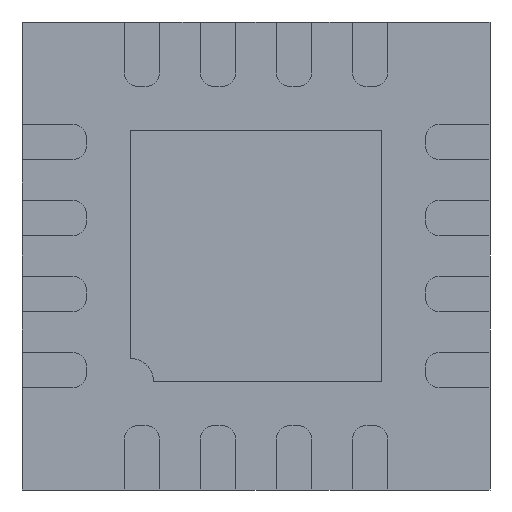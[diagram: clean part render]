
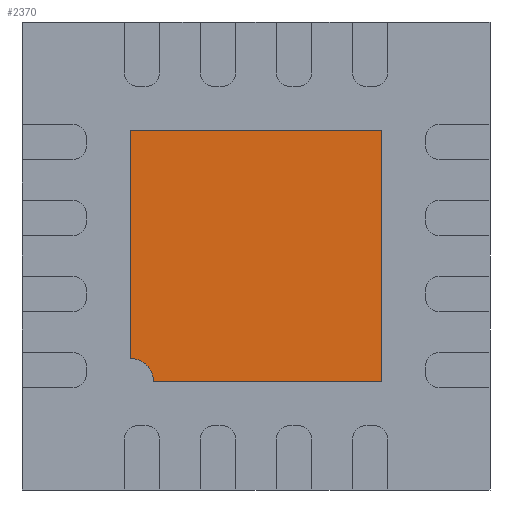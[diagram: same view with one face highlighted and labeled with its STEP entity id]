
A CAD part, front view. The second image highlights one B-rep face of the part: STEP entity #2370.
In plain terms, the highlighted planar face has unit normal (0, -1, 0).
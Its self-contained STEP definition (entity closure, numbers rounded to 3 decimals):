
#131 = AXIS2_PLACEMENT_3D ( 'NONE', #6618, #6875, #5623 ) ;
#227 = CARTESIAN_POINT ( 'NONE',  ( -0.875, 0., -1.075 ) ) ;
#334 = CARTESIAN_POINT ( 'NONE',  ( 1.075, 0., -1.075 ) ) ;
#724 = VERTEX_POINT ( 'NONE', #334 ) ;
#990 = VECTOR ( 'NONE', #4147, 1000. ) ;
#1711 = CARTESIAN_POINT ( 'NONE',  ( 1.075, 0., 1.075 ) ) ;
#1886 = CARTESIAN_POINT ( 'NONE',  ( 1.075, 0., 1.075 ) ) ;
#2331 = CARTESIAN_POINT ( 'NONE',  ( -1.075, 0., 1.075 ) ) ;
#2370 = ADVANCED_FACE ( 'NONE', ( #5224 ), #5852, .F. ) ;
#2373 = EDGE_LOOP ( 'NONE', ( #4803, #4980, #2504, #4972, #2598 ) ) ;
#2504 = ORIENTED_EDGE ( 'NONE', *, *, #6461, .F. ) ;
#2509 = LINE ( 'NONE', #1886, #3033 ) ;
#2598 = ORIENTED_EDGE ( 'NONE', *, *, #7387, .F. ) ;
#2718 = CARTESIAN_POINT ( 'NONE',  ( -1.075, 0., -0.875 ) ) ;
#2768 = VERTEX_POINT ( 'NONE', #6615 ) ;
#3014 = EDGE_CURVE ( 'NONE', #2768, #6406, #2509, .T. ) ;
#3032 = VECTOR ( 'NONE', #6325, 1000. ) ;
#3033 = VECTOR ( 'NONE', #6001, 1000. ) ;
#3544 = VERTEX_POINT ( 'NONE', #227 ) ;
#3744 = CIRCLE ( 'NONE', #131, 0.2 ) ;
#3853 = VECTOR ( 'NONE', #4704, 1000. ) ;
#4032 = DIRECTION ( 'NONE',  ( 0., 1., 0. ) ) ;
#4147 = DIRECTION ( 'NONE',  ( -1., 0., 0. ) ) ;
#4271 = LINE ( 'NONE', #2331, #3853 ) ;
#4623 = CARTESIAN_POINT ( 'NONE',  ( -1.075, 0., -1.075 ) ) ;
#4704 = DIRECTION ( 'NONE',  ( 0., 0., 1. ) ) ;
#4712 = EDGE_CURVE ( 'NONE', #6406, #724, #7590, .T. ) ;
#4803 = ORIENTED_EDGE ( 'NONE', *, *, #4712, .F. ) ;
#4972 = ORIENTED_EDGE ( 'NONE', *, *, #7569, .F. ) ;
#4980 = ORIENTED_EDGE ( 'NONE', *, *, #3014, .F. ) ;
#5224 = FACE_OUTER_BOUND ( 'NONE', #2373, .T. ) ;
#5252 = CARTESIAN_POINT ( 'NONE',  ( 1.075, 0., -1.075 ) ) ;
#5623 = DIRECTION ( 'NONE',  ( 0., 0., 1. ) ) ;
#5852 = PLANE ( 'NONE',  #7536 ) ;
#6001 = DIRECTION ( 'NONE',  ( 1., 0., 0. ) ) ;
#6221 = VERTEX_POINT ( 'NONE', #2718 ) ;
#6325 = DIRECTION ( 'NONE',  ( 0., 0., -1. ) ) ;
#6406 = VERTEX_POINT ( 'NONE', #7268 ) ;
#6433 = DIRECTION ( 'NONE',  ( 0., 0., 1. ) ) ;
#6461 = EDGE_CURVE ( 'NONE', #6221, #2768, #4271, .T. ) ;
#6615 = CARTESIAN_POINT ( 'NONE',  ( -1.075, 0., 1.075 ) ) ;
#6618 = CARTESIAN_POINT ( 'NONE',  ( -1.075, 0., -1.075 ) ) ;
#6875 = DIRECTION ( 'NONE',  ( 0., -1., 0. ) ) ;
#7092 = LINE ( 'NONE', #5252, #990 ) ;
#7268 = CARTESIAN_POINT ( 'NONE',  ( 1.075, 0., 1.075 ) ) ;
#7387 = EDGE_CURVE ( 'NONE', #724, #3544, #7092, .T. ) ;
#7536 = AXIS2_PLACEMENT_3D ( 'NONE', #4623, #4032, #6433 ) ;
#7569 = EDGE_CURVE ( 'NONE', #3544, #6221, #3744, .T. ) ;
#7590 = LINE ( 'NONE', #1711, #3032 ) ;
